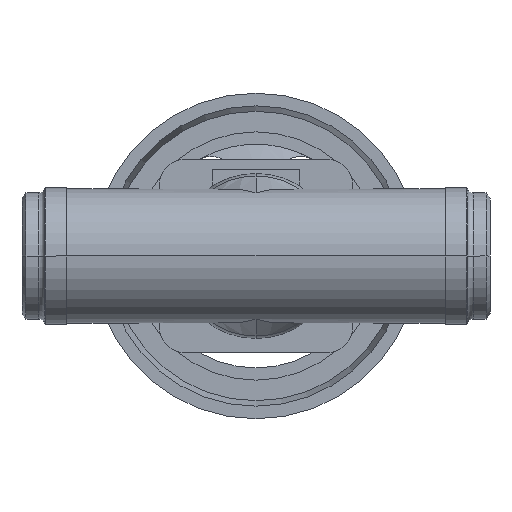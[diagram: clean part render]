
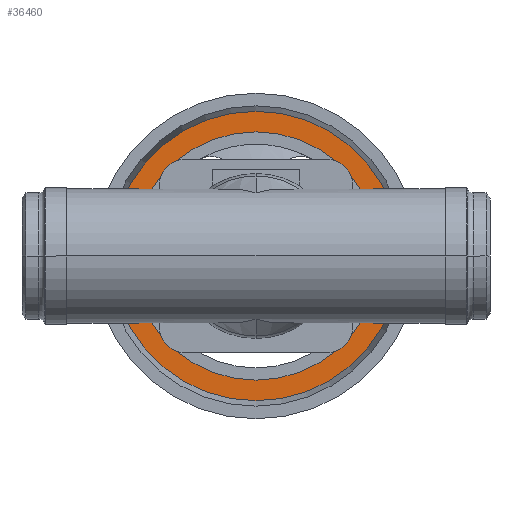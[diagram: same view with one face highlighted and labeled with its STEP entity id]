
A CAD part, front view. The second image highlights one B-rep face of the part: STEP entity #36460.
In plain terms, the highlighted planar face has unit normal (0, -1, 0).
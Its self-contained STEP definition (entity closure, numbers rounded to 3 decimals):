
#35980=CARTESIAN_POINT('',(43.891,257.52,0.));
#35990=VERTEX_POINT('',#35980);
#36070=CARTESIAN_POINT('',(186.109,257.52,0.)
);
#36080=VERTEX_POINT('',#36070);
#36110=CARTESIAN_POINT('',(115.,257.52,0.));
#36120=DIRECTION('',(0.,1.,0.));
#36130=DIRECTION('',(-1.,0.,0.));
#36140=AXIS2_PLACEMENT_3D('',#36110,#36120,#36130);
#36150=CIRCLE('',#36140,71.109);
#36160=EDGE_CURVE('',#35990,#36080,#36150,.T.);
#36210=CARTESIAN_POINT('',(48.946,257.52,0.)
);
#36220=DIRECTION('',(0.,-1.,0.));
#36230=DIRECTION('',(1.,0.,0.));
#36240=AXIS2_PLACEMENT_3D('',#36210,#36220,#36230);
#36250=PLANE('',#36240);
#36260=EDGE_CURVE('',#36080,#35990,#36150,.T.);
#36270=ORIENTED_EDGE('',*,*,#36260,.F.);
#36280=ORIENTED_EDGE('',*,*,#36160,.F.);
#36290=EDGE_LOOP('',(#36280,#36270));
#36300=FACE_OUTER_BOUND('',#36290,.T.);
#36310=CARTESIAN_POINT('',(115.,257.52,0.));
#36320=DIRECTION('',(0.,1.,0.));
#36330=DIRECTION('',(-1.,0.,0.));
#36340=AXIS2_PLACEMENT_3D('',#36310,#36320,#36330);
#36350=CIRCLE('',#36340,61.);
#36360=CARTESIAN_POINT('',(176.,257.52,0.));
#36370=VERTEX_POINT('',#36360);
#36380=CARTESIAN_POINT('',(54.,257.52,0.));
#36390=VERTEX_POINT('',#36380);
#36400=EDGE_CURVE('',#36370,#36390,#36350,.T.);
#36410=ORIENTED_EDGE('',*,*,#36400,.T.);
#36420=EDGE_CURVE('',#36390,#36370,#36350,.T.);
#36430=ORIENTED_EDGE('',*,*,#36420,.T.);
#36440=EDGE_LOOP('',(#36430,#36410));
#36450=FACE_BOUND('',#36440,.T.);
#36460=ADVANCED_FACE('',(#36300,#36450),#36250,.T.);
